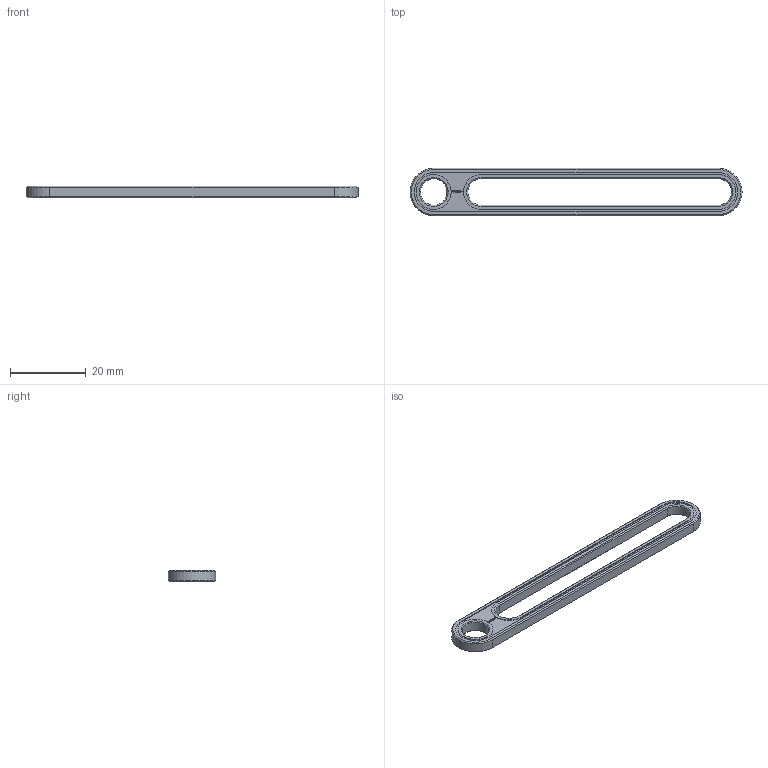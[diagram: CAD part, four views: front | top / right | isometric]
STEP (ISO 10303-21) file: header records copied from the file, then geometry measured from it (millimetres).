
FILE_DESCRIPTION(('FreeCAD Model'),'2;1');
FILE_NAME('Open CASCADE Shape Model','2021-02-23T23:59:55',( 'Paulo Kiefe'),('STEMFIE.org'),'Open CASCADE STEP processor 7.4', 'FreeCAD','Unknown');
FILE_SCHEMA(('AUTOMOTIVE_DESIGN { 1 0 10303 214 1 1 1 1 }'));
Length unit declared in the file: millimetre
Products named in the file (1): Brace_STR_SLT_SE_ERR_-_BU07x01x00.25x06_SPN-BRC-0136_(stemfie.org)
Bounding box: 87.5 x 12.5 x 3.12 mm (x, y, z)
Volume: 1643.6 mm3; surface area: 2159.4 mm2
Topology: 1 solids, 1 shells, 569 faces, 1576 edges, 1045 vertices
Faces by surface type: plane 335, extrusion 214, cylinder 10, cone 10
Full cylindrical faces by diameter (mm): 7 x1, 9.2 x1
Entity records: 40096 total; most frequent: CARTESIAN_POINT 10285, DIRECTION 4612, VECTOR 3820, LINE 3606, ORIENTED_EDGE 3152, PCURVE 3152, DEFINITIONAL_REPRESENTATION 3152, EDGE_CURVE 1576
